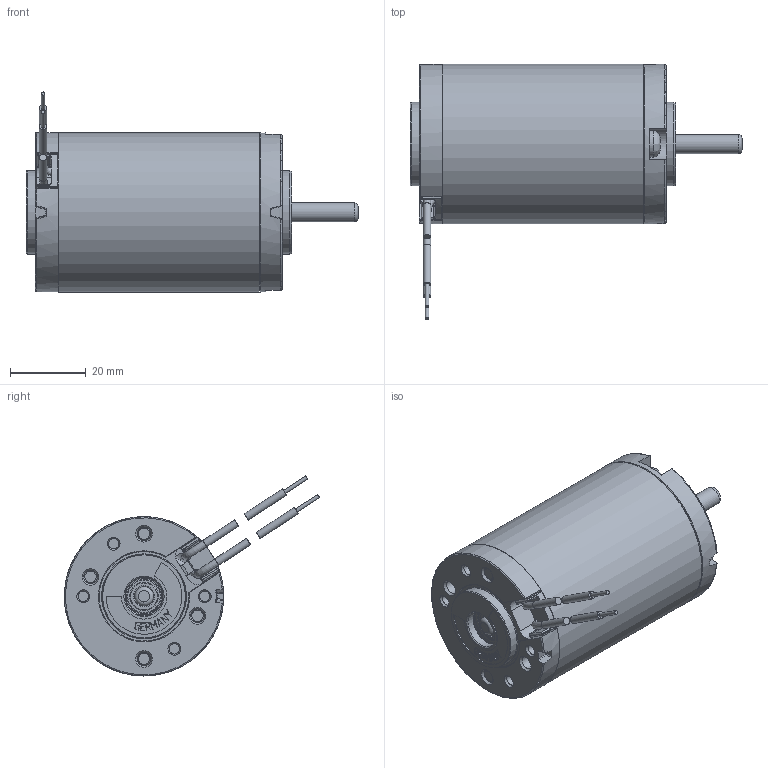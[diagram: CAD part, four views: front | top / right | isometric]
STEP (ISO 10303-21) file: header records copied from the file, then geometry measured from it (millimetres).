
FILE_DESCRIPTION(/* description */ (''),/* implementation_level */ '2;1');
FILE_NAME(/* name */ 'M42x10.stp',/* time_stamp */ '2014-02-19T11:00:00+01:00',/* author */ ('Ost'),/* organization */ ('KAG'),/* preprocessor_version */ 'ST-DEVELOPER v11',/* originating_system */ 'SIEMENS UGS NX 6.0',/* authorisation */ 'ZulÃ¤ssig');
FILE_SCHEMA (('AUTOMOTIVE_DESIGN { 1 0 10303 214 1 1 1 1 }'));
Bounding box: 87.5 x 67.3 x 52.72 mm (x, y, z)
Volume: 34507.8 mm3; surface area: 30502.9 mm2
Topology: 17 solids, 17 shells, 1912 faces, 4624 edges, 3016 vertices
Faces by surface type: plane 1442, cylinder 275, torus 78, cone 69, bspline 22, sphere 14, extrusion 12
Full cylindrical faces by diameter (mm): 1 x4, 2 x6, 2.5 x4, 2.7 x6, 3 x4, 3.3 x4, 3.6 x4, 3.9 x82, 4 x2, 4.2 x2, 5 x3, 7 x2, 7.05 x4, 7.507 x2, 9.54 x4, 10 x2, 12.517 x2, 13.2 x2, 16 x2, 18.4 x1, 19 x1, 22 x2, 23.5 x1, 38 x1, 39 x1, 42 x2
Entity records: 78626 total; most frequent: CRTPNT 36130, ORNEDG 8298, DRCTN 7985, EDGCRV 4149, VECTOR 3243, LINE 3231, VRTPNT 2809, A2PL3D 2371
